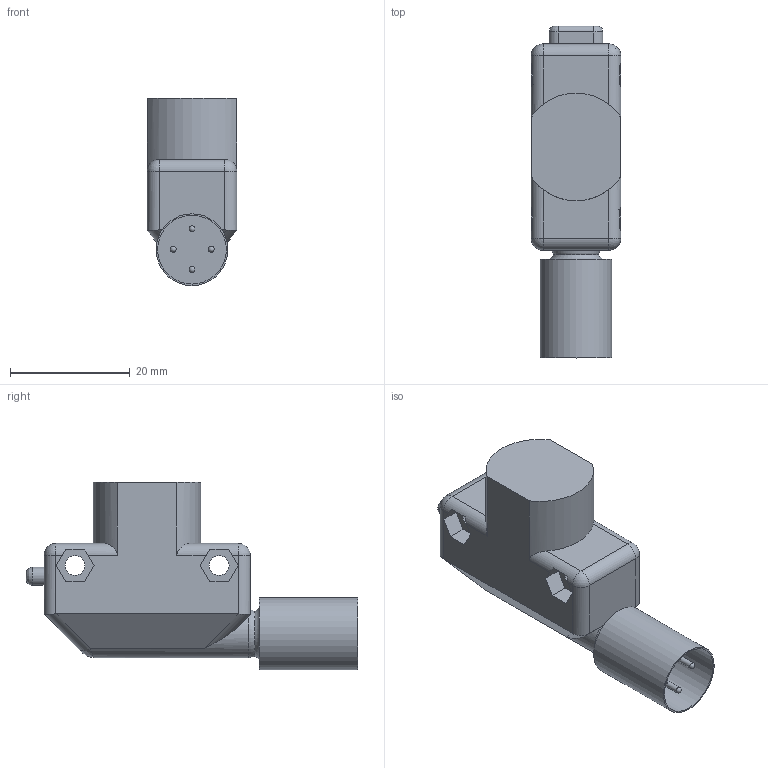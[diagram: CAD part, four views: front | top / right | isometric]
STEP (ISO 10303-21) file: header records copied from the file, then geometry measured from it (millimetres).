
FILE_DESCRIPTION((''),'2;1');
FILE_NAME('ML17 M12 connector-1.stp','2011-02-23T10:15:18',('zboeshart'),(''),'Autodesk Inventor LT ','Autodesk Inventor LT ','');
FILE_SCHEMA(('AUTOMOTIVE_DESIGN { 1 0 10303 214 1 1 1 1 }'));
Length unit declared in the file: millimetre
Products named in the file (1): ML17 M12 connector-1
Bounding box: 15 x 55.5 x 31.3 mm (x, y, z)
Volume: 10834.6 mm3; surface area: 4722.4 mm2
Topology: 1 solids, 1 shells, 88 faces, 239 edges, 151 vertices
Faces by surface type: plane 46, cylinder 29, sphere 8, bspline 3, torus 2
Full cylindrical faces by diameter (mm): 1 x4, 3.3 x2, 11.5 x1, 12 x1
Entity records: 3063 total; most frequent: CARTESIAN_POINT 801, DIRECTION 439, ORIENTED_EDGE 434, EDGE_CURVE 217, AXIS2_PLACEMENT_3D 156, VERTEX_POINT 148, VECTOR 127, LINE 127
